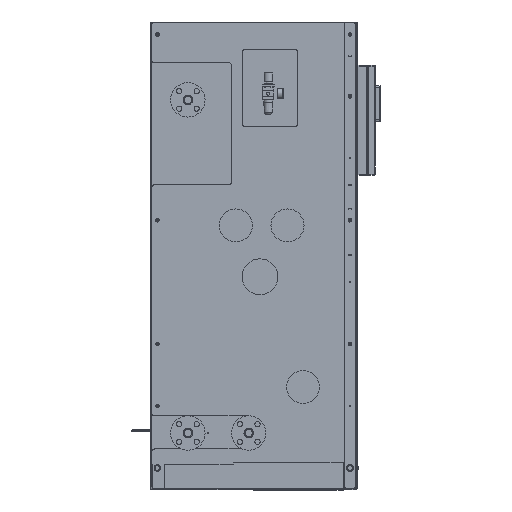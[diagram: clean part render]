
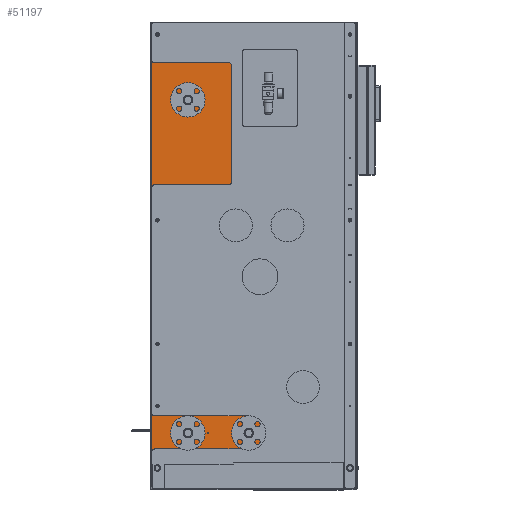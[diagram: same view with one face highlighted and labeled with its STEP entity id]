
A CAD part, left-side view. The second image highlights one B-rep face of the part: STEP entity #51197.
In plain terms, the highlighted planar face has unit normal (-1, 0, 0).
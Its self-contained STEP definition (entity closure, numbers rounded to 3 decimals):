
#2819=CIRCLE('',#51991,17.);
#3383=CIRCLE('',#53072,2.);
#3792=CIRCLE('',#54078,17.);
#4379=CIRCLE('',#55555,17.);
#4589=CIRCLE('',#56038,10.);
#4590=CIRCLE('',#56039,10.);
#4591=CIRCLE('',#56040,10.);
#4592=CIRCLE('',#56041,10.);
#4593=CIRCLE('',#56042,10.);
#4594=CIRCLE('',#56043,60.);
#4595=CIRCLE('',#56044,10.);
#4596=CIRCLE('',#56045,10.);
#5182=FACE_BOUND('',#11036,.T.);
#5183=FACE_BOUND('',#11037,.T.);
#5184=FACE_BOUND('',#11038,.T.);
#5185=FACE_BOUND('',#11039,.T.);
#7757=FACE_OUTER_BOUND('',#11035,.T.);
#11035=EDGE_LOOP('',(#42303,#42304,#42305,#42306,#42307,#42308,#42309,#42310,
#42311,#42312,#42313,#42314,#42315,#42316,#42317,#42318,#42319,#42320,#42321,
#42322));
#11036=EDGE_LOOP('',(#42323));
#11037=EDGE_LOOP('',(#42324));
#11038=EDGE_LOOP('',(#42325));
#11039=EDGE_LOOP('',(#42326));
#11653=LINE('',#70939,#15309);
#11703=LINE('',#71052,#15359);
#11745=LINE('',#71194,#15401);
#11776=LINE('',#71386,#15432);
#14534=LINE('',#93503,#18190);
#14535=LINE('',#93507,#18191);
#14536=LINE('',#93511,#18192);
#14537=LINE('',#93515,#18193);
#14538=LINE('',#93518,#18194);
#14539=LINE('',#93522,#18195);
#14540=LINE('',#93526,#18196);
#14541=LINE('',#93530,#18197);
#15309=VECTOR('',#57206,10.);
#15359=VECTOR('',#57272,10.);
#15401=VECTOR('',#57402,10.);
#15432=VECTOR('',#57485,10.);
#18190=VECTOR('',#68389,10.);
#18191=VECTOR('',#68392,10.);
#18192=VECTOR('',#68395,10.);
#18193=VECTOR('',#68398,10.);
#18194=VECTOR('',#68401,10.);
#18195=VECTOR('',#68404,10.);
#18196=VECTOR('',#68407,10.);
#18197=VECTOR('',#68410,10.);
#18994=VERTEX_POINT('',#70935);
#18995=VERTEX_POINT('',#70937);
#19049=VERTEX_POINT('',#71049);
#19050=VERTEX_POINT('',#71051);
#19151=VERTEX_POINT('',#71385);
#19211=VERTEX_POINT('',#71555);
#20197=VERTEX_POINT('',#78448);
#20997=VERTEX_POINT('',#81779);
#22270=VERTEX_POINT('',#86912);
#22645=VERTEX_POINT('',#93501);
#22646=VERTEX_POINT('',#93502);
#22647=VERTEX_POINT('',#93504);
#22648=VERTEX_POINT('',#93506);
#22649=VERTEX_POINT('',#93508);
#22650=VERTEX_POINT('',#93510);
#22651=VERTEX_POINT('',#93512);
#22652=VERTEX_POINT('',#93514);
#22653=VERTEX_POINT('',#93517);
#22654=VERTEX_POINT('',#93519);
#22655=VERTEX_POINT('',#93521);
#22656=VERTEX_POINT('',#93523);
#22657=VERTEX_POINT('',#93525);
#22658=VERTEX_POINT('',#93527);
#22659=VERTEX_POINT('',#93529);
#23438=EDGE_CURVE('',#18995,#18994,#11653,.T.);
#23492=EDGE_CURVE('',#19050,#19049,#11703,.T.);
#23551=EDGE_CURVE('',#19050,#18995,#11745,.T.);
#23617=EDGE_CURVE('',#19151,#18994,#11776,.T.);
#23691=EDGE_CURVE('',#19211,#19211,#2819,.T.);
#25233=EDGE_CURVE('',#20197,#20197,#3383,.T.);
#26603=EDGE_CURVE('',#20997,#20997,#3792,.T.);
#28661=EDGE_CURVE('',#22270,#22270,#4379,.T.);
#29311=EDGE_CURVE('',#22645,#22646,#14534,.T.);
#29312=EDGE_CURVE('',#22646,#22647,#4589,.T.);
#29313=EDGE_CURVE('',#22647,#22648,#14535,.T.);
#29314=EDGE_CURVE('',#22648,#22649,#4590,.T.);
#29315=EDGE_CURVE('',#22649,#22650,#14536,.T.);
#29316=EDGE_CURVE('',#22651,#22650,#4591,.T.);
#29317=EDGE_CURVE('',#22652,#22651,#14537,.T.);
#29318=EDGE_CURVE('',#22652,#19151,#4592,.T.);
#29319=EDGE_CURVE('',#22653,#19049,#14538,.T.);
#29320=EDGE_CURVE('',#22653,#22654,#4593,.T.);
#29321=EDGE_CURVE('',#22654,#22655,#14539,.T.);
#29322=EDGE_CURVE('',#22655,#22656,#4594,.T.);
#29323=EDGE_CURVE('',#22656,#22657,#14540,.T.);
#29324=EDGE_CURVE('',#22658,#22657,#4595,.T.);
#29325=EDGE_CURVE('',#22659,#22658,#14541,.T.);
#29326=EDGE_CURVE('',#22659,#22645,#4596,.T.);
#42303=ORIENTED_EDGE('',*,*,#29311,.T.);
#42304=ORIENTED_EDGE('',*,*,#29312,.T.);
#42305=ORIENTED_EDGE('',*,*,#29313,.T.);
#42306=ORIENTED_EDGE('',*,*,#29314,.T.);
#42307=ORIENTED_EDGE('',*,*,#29315,.T.);
#42308=ORIENTED_EDGE('',*,*,#29316,.F.);
#42309=ORIENTED_EDGE('',*,*,#29317,.F.);
#42310=ORIENTED_EDGE('',*,*,#29318,.T.);
#42311=ORIENTED_EDGE('',*,*,#23617,.T.);
#42312=ORIENTED_EDGE('',*,*,#23438,.F.);
#42313=ORIENTED_EDGE('',*,*,#23551,.F.);
#42314=ORIENTED_EDGE('',*,*,#23492,.T.);
#42315=ORIENTED_EDGE('',*,*,#29319,.F.);
#42316=ORIENTED_EDGE('',*,*,#29320,.T.);
#42317=ORIENTED_EDGE('',*,*,#29321,.T.);
#42318=ORIENTED_EDGE('',*,*,#29322,.T.);
#42319=ORIENTED_EDGE('',*,*,#29323,.T.);
#42320=ORIENTED_EDGE('',*,*,#29324,.F.);
#42321=ORIENTED_EDGE('',*,*,#29325,.F.);
#42322=ORIENTED_EDGE('',*,*,#29326,.T.);
#42323=ORIENTED_EDGE('',*,*,#28661,.F.);
#42324=ORIENTED_EDGE('',*,*,#25233,.F.);
#42325=ORIENTED_EDGE('',*,*,#23691,.F.);
#42326=ORIENTED_EDGE('',*,*,#26603,.F.);
#45522=PLANE('',#56037);
#51197=ADVANCED_FACE('',(#7757,#5182,#5183,#5184,#5185),#45522,.F.);
#51991=AXIS2_PLACEMENT_3D('',#71557,#57592,#57593);
#53072=AXIS2_PLACEMENT_3D('',#78449,#60437,#60438);
#54078=AXIS2_PLACEMENT_3D('',#81780,#63192,#63193);
#55555=AXIS2_PLACEMENT_3D('',#86913,#67161,#67162);
#56037=AXIS2_PLACEMENT_3D('',#93500,#68387,#68388);
#56038=AXIS2_PLACEMENT_3D('',#93505,#68390,#68391);
#56039=AXIS2_PLACEMENT_3D('',#93509,#68393,#68394);
#56040=AXIS2_PLACEMENT_3D('',#93513,#68396,#68397);
#56041=AXIS2_PLACEMENT_3D('',#93516,#68399,#68400);
#56042=AXIS2_PLACEMENT_3D('',#93520,#68402,#68403);
#56043=AXIS2_PLACEMENT_3D('',#93524,#68405,#68406);
#56044=AXIS2_PLACEMENT_3D('',#93528,#68408,#68409);
#56045=AXIS2_PLACEMENT_3D('',#93531,#68411,#68412);
#57206=DIRECTION('',(0.,-1.,0.));
#57272=DIRECTION('',(0.,-1.,0.));
#57402=DIRECTION('',(0.,0.,1.));
#57485=DIRECTION('',(0.,1.,0.));
#57592=DIRECTION('center_axis',(-1.,0.,0.));
#57593=DIRECTION('ref_axis',(0.,0.,
-1.));
#60437=DIRECTION('center_axis',(-1.,0.,0.));
#60438=DIRECTION('ref_axis',(0.,1.,0.));
#63192=DIRECTION('center_axis',(-1.,0.,0.));
#63193=DIRECTION('ref_axis',(0.,-1.,0.));
#67161=DIRECTION('center_axis',(-1.,0.,0.));
#67162=DIRECTION('ref_axis',(0.,-1.,0.));
#68387=DIRECTION('center_axis',(1.,0.,0.));
#68388=DIRECTION('ref_axis',(0.,1.,0.));
#68389=DIRECTION('',(0.,-1.,0.));
#68390=DIRECTION('center_axis',(-1.,0.,0.));
#68391=DIRECTION('ref_axis',(0.,0.,
1.));
#68392=DIRECTION('',(0.,0.,1.));
#68393=DIRECTION('center_axis',(-1.,0.,0.));
#68394=DIRECTION('ref_axis',(0.,-1.,0.));
#68395=DIRECTION('',(0.,1.,0.));
#68396=DIRECTION('center_axis',(-1.,0.,0.));
#68397=DIRECTION('ref_axis',(0.,0.707,-0.707));
#68398=DIRECTION('',(0.,0.,-1.));
#68399=DIRECTION('center_axis',(1.,0.,0.));
#68400=DIRECTION('ref_axis',(0.,0.707,0.707));
#68401=DIRECTION('',(0.,0.,-1.));
#68402=DIRECTION('center_axis',(1.,0.,0.));
#68403=DIRECTION('ref_axis',(0.,0.707,0.707));
#68404=DIRECTION('',(0.,-1.,0.));
#68405=DIRECTION('center_axis',(-1.,0.,0.));
#68406=DIRECTION('ref_axis',(0.,0.,
-1.));
#68407=DIRECTION('',(0.,1.,0.));
#68408=DIRECTION('center_axis',(-1.,0.,0.));
#68409=DIRECTION('ref_axis',(0.,0.707,-0.707));
#68410=DIRECTION('',(0.,0.,-1.));
#68411=DIRECTION('center_axis',(1.,0.,0.));
#68412=DIRECTION('ref_axis',(0.,0.,
1.));
#70935=CARTESIAN_POINT('',(-350.,368.8,1700.));
#70937=CARTESIAN_POINT('',(-350.,371.8,1700.));
#70939=CARTESIAN_POINT('',(-350.,371.8,1700.));
#71049=CARTESIAN_POINT('',(-350.,370.2,94.));
#71051=CARTESIAN_POINT('',(-350.,371.8,94.));
#71052=CARTESIAN_POINT('',(-350.,371.8,94.));
#71194=CARTESIAN_POINT('',(-350.,371.8,15.));
#71385=CARTESIAN_POINT('',(-350.,360.2,1700.));
#71386=CARTESIAN_POINT('',(-350.,324.8,1700.));
#71555=CARTESIAN_POINT('',(-350.,239.,224.));
#71557=CARTESIAN_POINT('Origin',(-350.,239.,207.));
#78448=CARTESIAN_POINT('',(-350.,162.8,207.));
#78449=CARTESIAN_POINT('Origin',(-350.,164.8,207.));
#81779=CARTESIAN_POINT('',(-350.,256.,1417.));
#81780=CARTESIAN_POINT('Origin',(-350.,239.,1417.));
#86912=CARTESIAN_POINT('',(-350.,35.,207.));
#86913=CARTESIAN_POINT('Origin',(-350.,18.,207.));
#93500=CARTESIAN_POINT('Origin',(-350.,349.8,850.));
#93501=CARTESIAN_POINT('',(-350.,360.2,1109.));
#93502=CARTESIAN_POINT('',(-350.,90.2,1109.));
#93503=CARTESIAN_POINT('',(-350.,180.2,1109.));
#93504=CARTESIAN_POINT('',(-350.,80.2,1119.));
#93505=CARTESIAN_POINT('Origin',(-350.,90.2,1119.));
#93506=CARTESIAN_POINT('',(-350.,80.2,1542.));
#93507=CARTESIAN_POINT('',(-350.,80.2,1138.75));
#93508=CARTESIAN_POINT('',(-350.,90.2,1552.));
#93509=CARTESIAN_POINT('Origin',(-350.,90.2,1542.));
#93510=CARTESIAN_POINT('',(-350.,360.2,1552.));
#93511=CARTESIAN_POINT('',(-350.,271.699,1552.));
#93512=CARTESIAN_POINT('',(-350.,370.2,1562.));
#93513=CARTESIAN_POINT('Origin',(-350.,360.2,1562.));
#93514=CARTESIAN_POINT('',(-350.,370.2,1690.));
#93515=CARTESIAN_POINT('',(-350.,370.2,1900.));
#93516=CARTESIAN_POINT('Origin',(-350.,360.2,1690.));
#93517=CARTESIAN_POINT('',(-350.,370.2,139.));
#93518=CARTESIAN_POINT('',(-350.,370.2,1900.));
#93519=CARTESIAN_POINT('',(-350.,360.2,149.));
#93520=CARTESIAN_POINT('Origin',(-350.,360.2,139.));
#93521=CARTESIAN_POINT('',(-350.,20.2,149.));
#93522=CARTESIAN_POINT('',(-350.,185.2,149.));
#93523=CARTESIAN_POINT('',(-350.,20.2,269.));
#93524=CARTESIAN_POINT('Origin',(-350.,20.2,209.));
#93525=CARTESIAN_POINT('',(-350.,360.2,269.));
#93526=CARTESIAN_POINT('',(-350.,185.,269.));
#93527=CARTESIAN_POINT('',(-350.,370.2,279.));
#93528=CARTESIAN_POINT('Origin',(-350.,360.2,279.));
#93529=CARTESIAN_POINT('',(-350.,370.2,1099.));
#93530=CARTESIAN_POINT('',(-350.,370.2,1900.));
#93531=CARTESIAN_POINT('Origin',(-350.,360.2,1099.));
